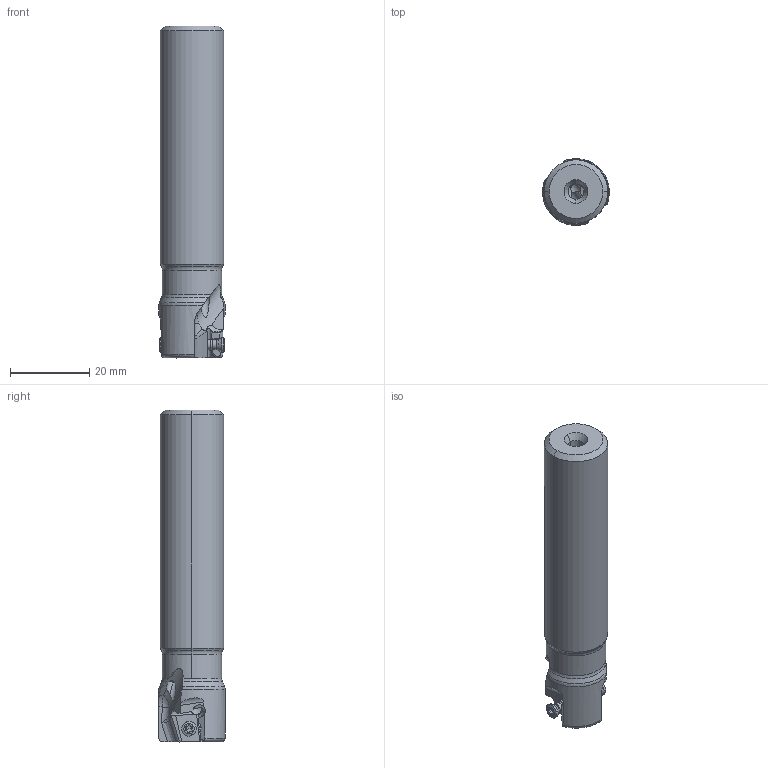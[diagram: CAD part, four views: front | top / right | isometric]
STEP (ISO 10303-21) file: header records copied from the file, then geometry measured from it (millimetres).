
FILE_DESCRIPTION(/* description */ (''),/* implementation_level */ '2;1');
FILE_NAME(/* name */ 'VPX200R1802SA16S.stp',/* time_stamp */ '2021-09-08T11:39:26+09:00',/* author */ (''),/* organization */ (''),/* preprocessor_version */ 'ST-DEVELOPER v16',/* originating_system */ 'SIEMENS PLM Software NX 10.0',/* authorisation */ '');
FILE_SCHEMA (('AUTOMOTIVE_DESIGN { 1 0 10303 214 3 1 1 1 }'));
Length unit declared in the file: millimetre
Products named in the file (1): VPX200R1802SA16S_ASM_ASM
Bounding box: 16.8 x 16.8 x 83.65 mm (x, y, z)
Volume: 15060.4 mm3; surface area: 5803.3 mm2
Topology: 3 solids, 3 shells, 215 faces, 589 edges, 385 vertices
Faces by surface type: cylinder 92, plane 55, cone 32, torus 22, extrusion 8, sphere 4, bspline 2
Entity records: 9221 total; most frequent: CARTESIAN_POINT 3727, ORIENTED_EDGE 1162, DIRECTION 1108, EDGE_CURVE 581, AXIS2_PLACEMENT_3D 450, VERTEX_POINT 380, EDGE_LOOP 227, ADVANCED_FACE 215
